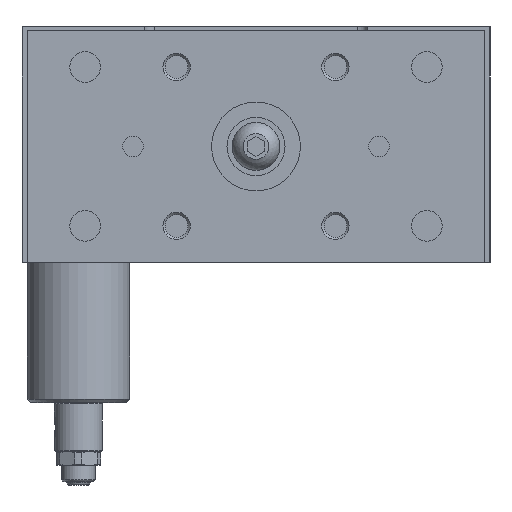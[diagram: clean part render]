
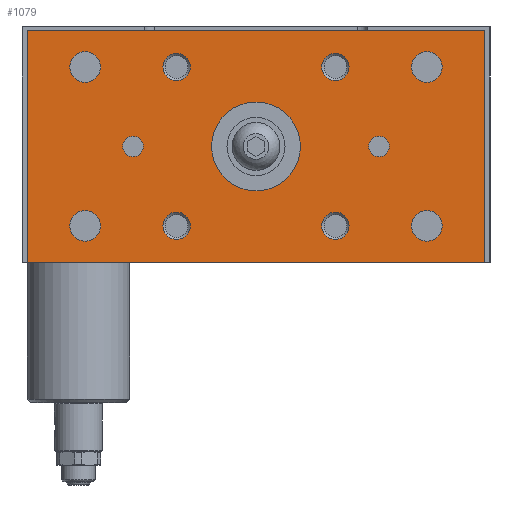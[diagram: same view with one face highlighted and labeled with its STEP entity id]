
A CAD part, left-side view. The second image highlights one B-rep face of the part: STEP entity #1079.
In plain terms, the highlighted planar face has unit normal (-1, 0, 0).
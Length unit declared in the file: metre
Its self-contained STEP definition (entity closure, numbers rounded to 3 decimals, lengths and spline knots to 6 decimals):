
#1079 = ADVANCED_FACE( '', ( #2491, #2492, #2493, #2494, #2495, #2496, #2497, #2498, #2499, #2500, #2501, #2502 ), #2503, .F. );
#2491 = FACE_BOUND( '', #4166, .T. );
#2492 = FACE_BOUND( '', #4167, .T. );
#2493 = FACE_BOUND( '', #4168, .T. );
#2494 = FACE_BOUND( '', #4169, .T. );
#2495 = FACE_BOUND( '', #4170, .T. );
#2496 = FACE_BOUND( '', #4171, .T. );
#2497 = FACE_BOUND( '', #4172, .T. );
#2498 = FACE_BOUND( '', #4173, .T. );
#2499 = FACE_BOUND( '', #4174, .T. );
#2500 = FACE_BOUND( '', #4175, .T. );
#2501 = FACE_BOUND( '', #4176, .T. );
#2502 = FACE_OUTER_BOUND( '', #4177, .T. );
#2503 = PLANE( '', #4178 );
#4166 = EDGE_LOOP( '', ( #6937 ) );
#4167 = EDGE_LOOP( '', ( #6938 ) );
#4168 = EDGE_LOOP( '', ( #6939 ) );
#4169 = EDGE_LOOP( '', ( #6940 ) );
#4170 = EDGE_LOOP( '', ( #6941 ) );
#4171 = EDGE_LOOP( '', ( #6942 ) );
#4172 = EDGE_LOOP( '', ( #6943 ) );
#4173 = EDGE_LOOP( '', ( #6944 ) );
#4174 = EDGE_LOOP( '', ( #6945 ) );
#4175 = EDGE_LOOP( '', ( #6946 ) );
#4176 = EDGE_LOOP( '', ( #6947 ) );
#4177 = EDGE_LOOP( '', ( #6948, #6949, #6950, #6951 ) );
#4178 = AXIS2_PLACEMENT_3D( '', #6952, #6953, #6954 );
#6937 = ORIENTED_EDGE( '', *, *, #9052, .T. );
#6938 = ORIENTED_EDGE( '', *, *, #8405, .T. );
#6939 = ORIENTED_EDGE( '', *, *, #9050, .F. );
#6940 = ORIENTED_EDGE( '', *, *, #8695, .F. );
#6941 = ORIENTED_EDGE( '', *, *, #8068, .T. );
#6942 = ORIENTED_EDGE( '', *, *, #9053, .F. );
#6943 = ORIENTED_EDGE( '', *, *, #8207, .T. );
#6944 = ORIENTED_EDGE( '', *, *, #8965, .T. );
#6945 = ORIENTED_EDGE( '', *, *, #8449, .F. );
#6946 = ORIENTED_EDGE( '', *, *, #8374, .F. );
#6947 = ORIENTED_EDGE( '', *, *, #8698, .T. );
#6948 = ORIENTED_EDGE( '', *, *, #8703, .T. );
#6949 = ORIENTED_EDGE( '', *, *, #9054, .T. );
#6950 = ORIENTED_EDGE( '', *, *, #8410, .T. );
#6951 = ORIENTED_EDGE( '', *, *, #8742, .T. );
#6952 = CARTESIAN_POINT( '', ( -0.027, -0.067, -0.069 ) );
#6953 = DIRECTION( '', ( 1., 0., 0. ) );
#6954 = DIRECTION( '', ( 0., 0., -1. ) );
#8068 = EDGE_CURVE( '', #9296, #9296, #9297, .T. );
#8207 = EDGE_CURVE( '', #9533, #9533, #9534, .T. );
#8374 = EDGE_CURVE( '', #9813, #9813, #9814, .T. );
#8405 = EDGE_CURVE( '', #9863, #9863, #9864, .T. );
#8410 = EDGE_CURVE( '', #9873, #9871, #9874, .T. );
#8449 = EDGE_CURVE( '', #9936, #9936, #9937, .T. );
#8695 = EDGE_CURVE( '', #10306, #10306, #10307, .T. );
#8698 = EDGE_CURVE( '', #10311, #10311, #10312, .T. );
#8703 = EDGE_CURVE( '', #10319, #10317, #10320, .T. );
#8742 = EDGE_CURVE( '', #9871, #10319, #10372, .T. );
#8965 = EDGE_CURVE( '', #10702, #10702, #10703, .T. );
#9050 = EDGE_CURVE( '', #10813, #10813, #10814, .T. );
#9052 = EDGE_CURVE( '', #10816, #10816, #10817, .T. );
#9053 = EDGE_CURVE( '', #10818, #10818, #10819, .T. );
#9054 = EDGE_CURVE( '', #10317, #9873, #10820, .T. );
#9296 = VERTEX_POINT( '', #11092 );
#9297 = CIRCLE( '', #11093, 0.004 );
#9533 = VERTEX_POINT( '', #11655 );
#9534 = CIRCLE( '', #11656, 0.003 );
#9813 = VERTEX_POINT( '', #12026 );
#9814 = CIRCLE( '', #12027, 0.0045 );
#9863 = VERTEX_POINT( '', #12089 );
#9864 = CIRCLE( '', #12090, 0.004 );
#9871 = VERTEX_POINT( '', #12098 );
#9873 = VERTEX_POINT( '', #12101 );
#9874 = LINE( '', #12102, #12103 );
#9936 = VERTEX_POINT( '', #12221 );
#9937 = CIRCLE( '', #12222, 0.0045 );
#10306 = VERTEX_POINT( '', #12797 );
#10307 = CIRCLE( '', #12798, 0.004 );
#10311 = VERTEX_POINT( '', #12802 );
#10312 = CIRCLE( '', #12803, 0.0045 );
#10317 = VERTEX_POINT( '', #12808 );
#10319 = VERTEX_POINT( '', #12811 );
#10320 = LINE( '', #12812, #12813 );
#10372 = LINE( '', #12889, #12890 );
#10702 = VERTEX_POINT( '', #13483 );
#10703 = CIRCLE( '', #13484, 0.0045 );
#10813 = VERTEX_POINT( '', #13721 );
#10814 = CIRCLE( '', #13722, 0.004 );
#10816 = VERTEX_POINT( '', #13724 );
#10817 = CIRCLE( '', #13725, 0.013 );
#10818 = VERTEX_POINT( '', #13726 );
#10819 = CIRCLE( '', #13727, 0.003 );
#10820 = LINE( '', #13728, #13729 );
#11092 = CARTESIAN_POINT( '', ( -0.027, 0.01925, -0.01175 ) );
#11093 = AXIS2_PLACEMENT_3D( '', #14070, #14071, #14072 );
#11655 = CARTESIAN_POINT( '', ( -0.027, 0.033, -0.035 ) );
#11656 = AXIS2_PLACEMENT_3D( '', #14256, #14257, #14258 );
#12026 = CARTESIAN_POINT( '', ( -0.027, -0.0545, -0.01175 ) );
#12027 = AXIS2_PLACEMENT_3D( '', #14511, #14512, #14513 );
#12089 = CARTESIAN_POINT( '', ( -0.027, -0.01925, -0.05825 ) );
#12090 = AXIS2_PLACEMENT_3D( '', #14548, #14549, #14550 );
#12098 = CARTESIAN_POINT( '', ( -0.027, 0.067, -0.069 ) );
#12101 = CARTESIAN_POINT( '', ( -0.027, 0.067, -0.001 ) );
#12102 = CARTESIAN_POINT( '', ( -0.027, 0.067, -0.001 ) );
#12103 = VECTOR( '', #14556, 1. );
#12221 = CARTESIAN_POINT( '', ( -0.027, 0.0545, -0.05825 ) );
#12222 = AXIS2_PLACEMENT_3D( '', #14595, #14596, #14597 );
#12797 = CARTESIAN_POINT( '', ( -0.027, -0.01925, -0.01175 ) );
#12798 = AXIS2_PLACEMENT_3D( '', #14921, #14922, #14923 );
#12802 = CARTESIAN_POINT( '', ( -0.027, 0.0545, -0.01175 ) );
#12803 = AXIS2_PLACEMENT_3D( '', #14927, #14928, #14929 );
#12808 = CARTESIAN_POINT( '', ( -0.027, -0.067, -0.001 ) );
#12811 = CARTESIAN_POINT( '', ( -0.027, -0.067, -0.069 ) );
#12812 = CARTESIAN_POINT( '', ( -0.027, -0.067, -0.069 ) );
#12813 = VECTOR( '', #14934, 1. );
#12889 = CARTESIAN_POINT( '', ( -0.027, 0.067, -0.069 ) );
#12890 = VECTOR( '', #14975, 1. );
#13483 = CARTESIAN_POINT( '', ( -0.027, -0.0545, -0.05825 ) );
#13484 = AXIS2_PLACEMENT_3D( '', #15228, #15229, #15230 );
#13721 = CARTESIAN_POINT( '', ( -0.027, 0.01925, -0.05825 ) );
#13722 = AXIS2_PLACEMENT_3D( '', #15313, #15314, #15315 );
#13724 = CARTESIAN_POINT( '', ( -0.027, -0.013, -0.035 ) );
#13725 = AXIS2_PLACEMENT_3D( '', #15316, #15317, #15318 );
#13726 = CARTESIAN_POINT( '', ( -0.027, -0.033, -0.035 ) );
#13727 = AXIS2_PLACEMENT_3D( '', #15319, #15320, #15321 );
#13728 = CARTESIAN_POINT( '', ( -0.027, -0.067, -0.001 ) );
#13729 = VECTOR( '', #15322, 1. );
#14070 = CARTESIAN_POINT( '', ( -0.027, 0.02325, -0.01175 ) );
#14071 = DIRECTION( '', ( 1., 0., 0. ) );
#14072 = DIRECTION( '', ( 0., -1., 0. ) );
#14256 = CARTESIAN_POINT( '', ( -0.027, 0.036, -0.035 ) );
#14257 = DIRECTION( '', ( 1., 0., 0. ) );
#14258 = DIRECTION( '', ( 0., -1., 0. ) );
#14511 = CARTESIAN_POINT( '', ( -0.027, -0.05, -0.01175 ) );
#14512 = DIRECTION( '', ( -1., 0., 0. ) );
#14513 = DIRECTION( '', ( 0., -1., 0. ) );
#14548 = CARTESIAN_POINT( '', ( -0.027, -0.02325, -0.05825 ) );
#14549 = DIRECTION( '', ( 1., 0., 0. ) );
#14550 = DIRECTION( '', ( 0., 1., 0. ) );
#14556 = DIRECTION( '', ( 0., 0., -1. ) );
#14595 = CARTESIAN_POINT( '', ( -0.027, 0.05, -0.05825 ) );
#14596 = DIRECTION( '', ( -1., 0., 0. ) );
#14597 = DIRECTION( '', ( 0., 1., 0. ) );
#14921 = CARTESIAN_POINT( '', ( -0.027, -0.02325, -0.01175 ) );
#14922 = DIRECTION( '', ( -1., 0., 0. ) );
#14923 = DIRECTION( '', ( 0., 1., 0. ) );
#14927 = CARTESIAN_POINT( '', ( -0.027, 0.05, -0.01175 ) );
#14928 = DIRECTION( '', ( 1., 0., 0. ) );
#14929 = DIRECTION( '', ( 0., 1., 0. ) );
#14934 = DIRECTION( '', ( 0., 0., 1. ) );
#14975 = DIRECTION( '', ( 0., -1., 0. ) );
#15228 = CARTESIAN_POINT( '', ( -0.027, -0.05, -0.05825 ) );
#15229 = DIRECTION( '', ( 1., 0., 0. ) );
#15230 = DIRECTION( '', ( 0., -1., 0. ) );
#15313 = CARTESIAN_POINT( '', ( -0.027, 0.02325, -0.05825 ) );
#15314 = DIRECTION( '', ( -1., 0., 0. ) );
#15315 = DIRECTION( '', ( 0., -1., 0. ) );
#15316 = CARTESIAN_POINT( '', ( -0.027, 0., -0.035 ) );
#15317 = DIRECTION( '', ( 1., 0., 0. ) );
#15318 = DIRECTION( '', ( 0., -1., 0. ) );
#15319 = CARTESIAN_POINT( '', ( -0.027, -0.036, -0.035 ) );
#15320 = DIRECTION( '', ( -1., 0., 0. ) );
#15321 = DIRECTION( '', ( 0., 1., 0. ) );
#15322 = DIRECTION( '', ( 0., 1., 0. ) );
